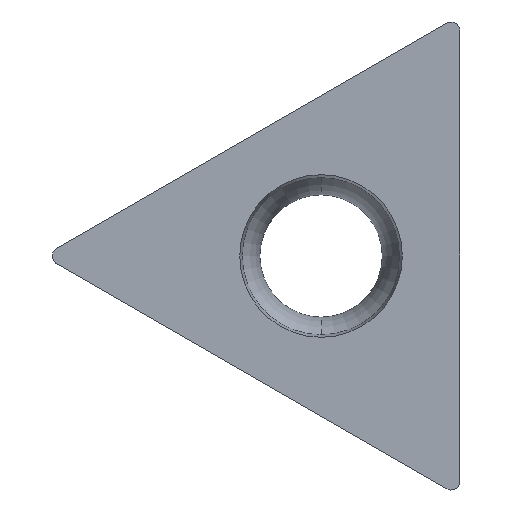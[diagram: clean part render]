
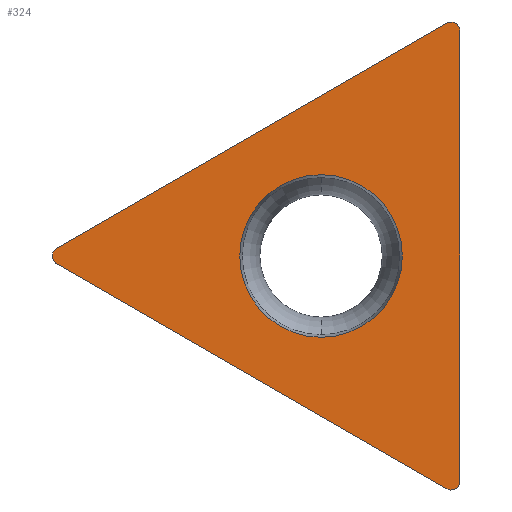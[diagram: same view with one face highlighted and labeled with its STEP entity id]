
A CAD part, left-side view. The second image highlights one B-rep face of the part: STEP entity #324.
In plain terms, the highlighted planar face has unit normal (-1, 0, 0).
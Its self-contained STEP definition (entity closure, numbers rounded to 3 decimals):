
#9=CARTESIAN_POINT('',(0.,0.,10.655));
#10=CARTESIAN_POINT('',(0.,0.,10.712));
#11=CARTESIAN_POINT('',(0.,0.031,10.772));
#12=CARTESIAN_POINT('',(0.,0.095,10.834));
#13=CARTESIAN_POINT('',(0.,0.18,10.858));
#14=CARTESIAN_POINT('',(0.,0.248,10.855));
#15=CARTESIAN_POINT('',(0.,0.298,10.827));
#21=DIRECTION('',(0.,0.,-1.));
#22=VECTOR('',#21,10.311);
#23=CARTESIAN_POINT('',(0.,0.,10.655));
#24=LINE('',#23,#22);
#28=CARTESIAN_POINT('',(0.,0.298,0.172));
#29=CARTESIAN_POINT('',(0.,0.248,0.143));
#30=CARTESIAN_POINT('',(0.,0.18,0.14));
#31=CARTESIAN_POINT('',(0.,0.095,0.164));
#32=CARTESIAN_POINT('',(0.,0.031,0.226));
#33=CARTESIAN_POINT('',(0.,0.,0.287));
#34=CARTESIAN_POINT('',(0.,0.,0.344));
#39=DIRECTION('',(0.,0.866,0.5));
#40=VECTOR('',#39,10.311);
#41=CARTESIAN_POINT('',(0.,0.298,0.172));
#42=LINE('',#41,#40);
#46=CARTESIAN_POINT('',(0.,9.227,5.671));
#47=CARTESIAN_POINT('',(0.,9.277,5.643));
#48=CARTESIAN_POINT('',(0.,9.313,5.585));
#49=CARTESIAN_POINT('',(0.,9.335,5.499));
#50=CARTESIAN_POINT('',(0.,9.313,5.413));
#51=CARTESIAN_POINT('',(0.,9.277,5.356));
#52=CARTESIAN_POINT('',(0.,9.227,5.327));
#57=DIRECTION('',(0.,-0.866,0.5));
#58=VECTOR('',#57,10.311);
#59=CARTESIAN_POINT('',(0.,9.227,5.671));
#60=LINE('',#59,#58);
#64=CARTESIAN_POINT('',(0.,3.175,5.499));
#65=DIRECTION('',(1.,0.,0.));
#66=DIRECTION('',(0.,0.,-1.));
#67=AXIS2_PLACEMENT_3D('',#64,#65,#66);
#72=CARTESIAN_POINT('',(0.,3.175,5.499));
#73=DIRECTION('',(1.,0.,0.));
#74=DIRECTION('',(0.,0.,1.));
#75=AXIS2_PLACEMENT_3D('',#72,#73,#74);
#268=VERTEX_POINT('',#9);
#269=VERTEX_POINT('',#15);
#273=VERTEX_POINT('',#28);
#274=VERTEX_POINT('',#34);
#278=VERTEX_POINT('',#46);
#279=VERTEX_POINT('',#52);
#291=CARTESIAN_POINT('',(0.,3.175,3.639));
#292=CARTESIAN_POINT('',(0.,3.175,7.359));
#293=VERTEX_POINT('',#291);
#294=VERTEX_POINT('',#292);
#299=CARTESIAN_POINT('',(0.,0.,0.));
#300=DIRECTION('',(-1.,0.,0.));
#301=DIRECTION('',(0.,0.,1.));
#302=AXIS2_PLACEMENT_3D('',#299,#300,#301);
#303=PLANE('',#302);
#305=ORIENTED_EDGE('',*,*,#304,.F.);
#307=ORIENTED_EDGE('',*,*,#306,.T.);
#309=ORIENTED_EDGE('',*,*,#308,.F.);
#311=ORIENTED_EDGE('',*,*,#310,.T.);
#313=ORIENTED_EDGE('',*,*,#312,.F.);
#315=ORIENTED_EDGE('',*,*,#314,.T.);
#316=EDGE_LOOP('',(#305,#307,#309,#311,#313,#315));
#317=FACE_OUTER_BOUND('',#316,.F.);
#319=ORIENTED_EDGE('',*,*,#318,.F.);
#321=ORIENTED_EDGE('',*,*,#320,.F.);
#322=EDGE_LOOP('',(#319,#321));
#323=FACE_BOUND('',#322,.F.);
#16=B_SPLINE_CURVE_WITH_KNOTS('',3,(#9,#10,#11,#12,#13,#14,#15),.UNSPECIFIED.,
.F.,.F.,(4,1,1,1,4),(0.,0.25,0.5,0.75,1.),.UNSPECIFIED.);
#35=B_SPLINE_CURVE_WITH_KNOTS('',3,(#28,#29,#30,#31,#32,#33,#34),.UNSPECIFIED.,
.F.,.F.,(4,1,1,1,4),(0.,0.25,0.5,0.75,1.),.UNSPECIFIED.);
#53=B_SPLINE_CURVE_WITH_KNOTS('',3,(#46,#47,#48,#49,#50,#51,#52),.UNSPECIFIED.,
.F.,.F.,(4,1,1,1,4),(0.,0.25,0.5,0.75,1.),.UNSPECIFIED.);
#68=CIRCLE('',#67,1.86);
#76=CIRCLE('',#75,1.86);
#304=EDGE_CURVE('',#268,#269,#16,.T.);
#306=EDGE_CURVE('',#268,#274,#24,.T.);
#308=EDGE_CURVE('',#273,#274,#35,.T.);
#310=EDGE_CURVE('',#273,#279,#42,.T.);
#312=EDGE_CURVE('',#278,#279,#53,.T.);
#314=EDGE_CURVE('',#278,#269,#60,.T.);
#318=EDGE_CURVE('',#293,#294,#68,.T.);
#320=EDGE_CURVE('',#294,#293,#76,.T.);
#324=ADVANCED_FACE('',(#317,#323),#303,.T.);
